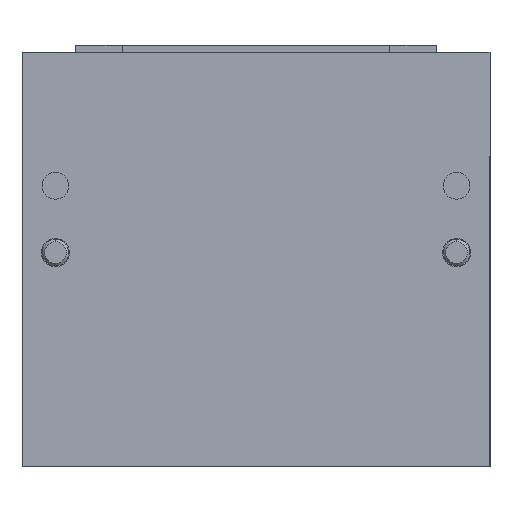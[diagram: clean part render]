
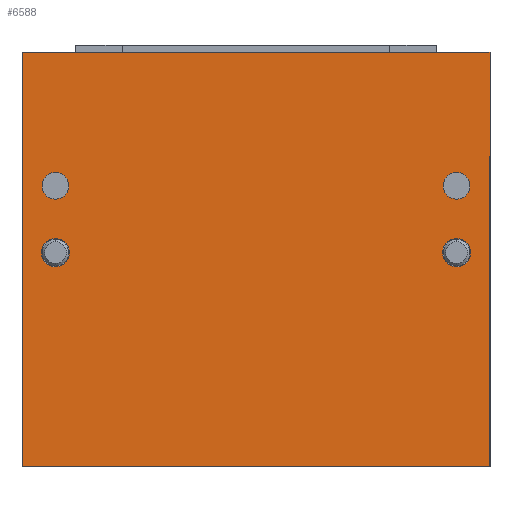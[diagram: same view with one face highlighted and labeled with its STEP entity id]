
A CAD part, front view. The second image highlights one B-rep face of the part: STEP entity #6588.
In plain terms, the highlighted face is planar.
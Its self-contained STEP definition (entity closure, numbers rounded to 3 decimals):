
#305 = ORIENTED_EDGE ( 'NONE', *, *, #8214, .F. ) ;
#588 = CARTESIAN_POINT ( 'NONE',  ( -35., 6., -31. ) ) ;
#593 = ORIENTED_EDGE ( 'NONE', *, *, #5491, .F. ) ;
#639 = FACE_OUTER_BOUND ( 'NONE', #10452, .T. ) ;
#721 = VERTEX_POINT ( 'NONE', #11313 ) ;
#780 = CARTESIAN_POINT ( 'NONE',  ( 35., 6., -31. ) ) ;
#799 = AXIS2_PLACEMENT_3D ( 'NONE', #8629, #1477, #7743 ) ;
#829 = ORIENTED_EDGE ( 'NONE', *, *, #10183, .F. ) ;
#843 = CARTESIAN_POINT ( 'NONE',  ( -30., 6., 13. ) ) ;
#958 = ORIENTED_EDGE ( 'NONE', *, *, #9941, .F. ) ;
#1044 = FACE_BOUND ( 'NONE', #3087, .T. ) ;
#1145 = CARTESIAN_POINT ( 'NONE',  ( -35., 6., -31. ) ) ;
#1395 = CARTESIAN_POINT ( 'NONE',  ( 30., 6., -1.1 ) ) ;
#1477 = DIRECTION ( 'NONE',  ( 0., 1., 0. ) ) ;
#1562 = DIRECTION ( 'NONE',  ( 1., 0., 0. ) ) ;
#1903 = CARTESIAN_POINT ( 'NONE',  ( -30., 6., -1.1 ) ) ;
#1942 = VERTEX_POINT ( 'NONE', #1145 ) ;
#2113 = DIRECTION ( 'NONE',  ( 0., 1., 0. ) ) ;
#2356 = CARTESIAN_POINT ( 'NONE',  ( -35., 6., -31. ) ) ;
#2455 = CARTESIAN_POINT ( 'NONE',  ( 35., 6., 31. ) ) ;
#2544 = FACE_BOUND ( 'NONE', #5378, .T. ) ;
#2563 = AXIS2_PLACEMENT_3D ( 'NONE', #10989, #2979, #6363 ) ;
#2602 = CARTESIAN_POINT ( 'NONE',  ( 30., 6., 1. ) ) ;
#2770 = EDGE_LOOP ( 'NONE', ( #829, #305 ) ) ;
#2914 = CARTESIAN_POINT ( 'NONE',  ( -30., 6., 1. ) ) ;
#2979 = DIRECTION ( 'NONE',  ( 0., 1., 0. ) ) ;
#2993 = EDGE_CURVE ( 'NONE', #8577, #3798, #3787, .T. ) ;
#3087 = EDGE_LOOP ( 'NONE', ( #593, #3803 ) ) ;
#3216 = CARTESIAN_POINT ( 'NONE',  ( 30., 6., 1. ) ) ;
#3219 = ORIENTED_EDGE ( 'NONE', *, *, #2993, .F. ) ;
#3319 = DIRECTION ( 'NONE',  ( 0., 0., 1. ) ) ;
#3351 = ORIENTED_EDGE ( 'NONE', *, *, #4304, .T. ) ;
#3461 = EDGE_CURVE ( 'NONE', #5652, #9121, #5285, .T. ) ;
#3787 = CIRCLE ( 'NONE', #11006, 2. ) ;
#3798 = VERTEX_POINT ( 'NONE', #843 ) ;
#3803 = ORIENTED_EDGE ( 'NONE', *, *, #11125, .F. ) ;
#3975 = FACE_BOUND ( 'NONE', #2770, .T. ) ;
#4043 = VERTEX_POINT ( 'NONE', #1395 ) ;
#4091 = LINE ( 'NONE', #2356, #9952 ) ;
#4124 = PLANE ( 'NONE',  #8589 ) ;
#4258 = EDGE_LOOP ( 'NONE', ( #958, #7683 ) ) ;
#4265 = CARTESIAN_POINT ( 'NONE',  ( 30., 6., 9. ) ) ;
#4304 = EDGE_CURVE ( 'NONE', #9121, #1942, #4714, .T. ) ;
#4342 = ORIENTED_EDGE ( 'NONE', *, *, #3461, .T. ) ;
#4714 = LINE ( 'NONE', #588, #7969 ) ;
#5057 = CARTESIAN_POINT ( 'NONE',  ( -30., 6., 11. ) ) ;
#5170 = DIRECTION ( 'NONE',  ( 0., 1., 0. ) ) ;
#5234 = CIRCLE ( 'NONE', #10649, 2. ) ;
#5285 = LINE ( 'NONE', #8440, #7276 ) ;
#5378 = EDGE_LOOP ( 'NONE', ( #7833, #3219 ) ) ;
#5491 = EDGE_CURVE ( 'NONE', #721, #4043, #8207, .T. ) ;
#5591 = DIRECTION ( 'NONE',  ( 0., 0., 1. ) ) ;
#5652 = VERTEX_POINT ( 'NONE', #2455 ) ;
#5708 = DIRECTION ( 'NONE',  ( 0., 1., 0. ) ) ;
#5793 = CIRCLE ( 'NONE', #2563, 2. ) ;
#5912 = CIRCLE ( 'NONE', #11275, 2.1 ) ;
#6020 = ORIENTED_EDGE ( 'NONE', *, *, #11325, .T. ) ;
#6072 = CARTESIAN_POINT ( 'NONE',  ( -35., 6., 31. ) ) ;
#6187 = CIRCLE ( 'NONE', #799, 2.1 ) ;
#6214 = DIRECTION ( 'NONE',  ( 0., 0., 1. ) ) ;
#6277 = CARTESIAN_POINT ( 'NONE',  ( -30., 6., 9. ) ) ;
#6359 = DIRECTION ( 'NONE',  ( -1., 0., 0. ) ) ;
#6363 = DIRECTION ( 'NONE',  ( 0., 0., 1. ) ) ;
#6402 = ORIENTED_EDGE ( 'NONE', *, *, #7087, .T. ) ;
#6533 = CARTESIAN_POINT ( 'NONE',  ( 30., 6., 11. ) ) ;
#6588 = ADVANCED_FACE ( 'NONE', ( #2544, #8464, #1044, #3975, #639 ), #4124, .T. ) ;
#7087 = EDGE_CURVE ( 'NONE', #1942, #11119, #4091, .T. ) ;
#7276 = VECTOR ( 'NONE', #7456, 1000. ) ;
#7386 = CARTESIAN_POINT ( 'NONE',  ( -30., 6., 11. ) ) ;
#7456 = DIRECTION ( 'NONE',  ( 0., 0., -1. ) ) ;
#7608 = DIRECTION ( 'NONE',  ( 0., 1., 0. ) ) ;
#7645 = CIRCLE ( 'NONE', #10367, 2. ) ;
#7683 = ORIENTED_EDGE ( 'NONE', *, *, #10752, .F. ) ;
#7743 = DIRECTION ( 'NONE',  ( 0., 0., 1. ) ) ;
#7833 = ORIENTED_EDGE ( 'NONE', *, *, #9449, .F. ) ;
#7868 = CIRCLE ( 'NONE', #10711, 2.1 ) ;
#7969 = VECTOR ( 'NONE', #6359, 1000. ) ;
#8207 = CIRCLE ( 'NONE', #9469, 2.1 ) ;
#8214 = EDGE_CURVE ( 'NONE', #8612, #9264, #7868, .T. ) ;
#8303 = DIRECTION ( 'NONE',  ( 0., 0., 1. ) ) ;
#8440 = CARTESIAN_POINT ( 'NONE',  ( 35., 6., -31. ) ) ;
#8464 = FACE_BOUND ( 'NONE', #4258, .T. ) ;
#8512 = DIRECTION ( 'NONE',  ( 0., 0., 1. ) ) ;
#8577 = VERTEX_POINT ( 'NONE', #6277 ) ;
#8589 = AXIS2_PLACEMENT_3D ( 'NONE', #11221, #11106, #11143 ) ;
#8612 = VERTEX_POINT ( 'NONE', #1903 ) ;
#8629 = CARTESIAN_POINT ( 'NONE',  ( -30., 6., 1. ) ) ;
#8864 = CARTESIAN_POINT ( 'NONE',  ( -30., 6., 3.1 ) ) ;
#9121 = VERTEX_POINT ( 'NONE', #780 ) ;
#9264 = VERTEX_POINT ( 'NONE', #8864 ) ;
#9287 = LINE ( 'NONE', #6072, #10108 ) ;
#9449 = EDGE_CURVE ( 'NONE', #3798, #8577, #5234, .T. ) ;
#9469 = AXIS2_PLACEMENT_3D ( 'NONE', #3216, #7608, #8512 ) ;
#9478 = DIRECTION ( 'NONE',  ( 0., 0., 1. ) ) ;
#9766 = CARTESIAN_POINT ( 'NONE',  ( -35., 6., 31. ) ) ;
#9802 = DIRECTION ( 'NONE',  ( 0., 1., 0. ) ) ;
#9941 = EDGE_CURVE ( 'NONE', #11276, #10236, #5793, .T. ) ;
#9952 = VECTOR ( 'NONE', #9478, 1000. ) ;
#9981 = DIRECTION ( 'NONE',  ( 0., 1., 0. ) ) ;
#10108 = VECTOR ( 'NONE', #1562, 1000. ) ;
#10181 = DIRECTION ( 'NONE',  ( 0., 0., 1. ) ) ;
#10183 = EDGE_CURVE ( 'NONE', #9264, #8612, #6187, .T. ) ;
#10236 = VERTEX_POINT ( 'NONE', #4265 ) ;
#10367 = AXIS2_PLACEMENT_3D ( 'NONE', #6533, #5708, #10181 ) ;
#10452 = EDGE_LOOP ( 'NONE', ( #6402, #6020, #4342, #3351 ) ) ;
#10649 = AXIS2_PLACEMENT_3D ( 'NONE', #7386, #9981, #5591 ) ;
#10711 = AXIS2_PLACEMENT_3D ( 'NONE', #2914, #2113, #8303 ) ;
#10752 = EDGE_CURVE ( 'NONE', #10236, #11276, #7645, .T. ) ;
#10989 = CARTESIAN_POINT ( 'NONE',  ( 30., 6., 11. ) ) ;
#11006 = AXIS2_PLACEMENT_3D ( 'NONE', #5057, #5170, #3319 ) ;
#11106 = DIRECTION ( 'NONE',  ( 0., 1., 0. ) ) ;
#11119 = VERTEX_POINT ( 'NONE', #9766 ) ;
#11125 = EDGE_CURVE ( 'NONE', #4043, #721, #5912, .T. ) ;
#11143 = DIRECTION ( 'NONE',  ( 0., 0., 1. ) ) ;
#11221 = CARTESIAN_POINT ( 'NONE',  ( -35., 6., 31. ) ) ;
#11275 = AXIS2_PLACEMENT_3D ( 'NONE', #2602, #9802, #6214 ) ;
#11276 = VERTEX_POINT ( 'NONE', #11456 ) ;
#11313 = CARTESIAN_POINT ( 'NONE',  ( 30., 6., 3.1 ) ) ;
#11325 = EDGE_CURVE ( 'NONE', #11119, #5652, #9287, .T. ) ;
#11456 = CARTESIAN_POINT ( 'NONE',  ( 30., 6., 13. ) ) ;
